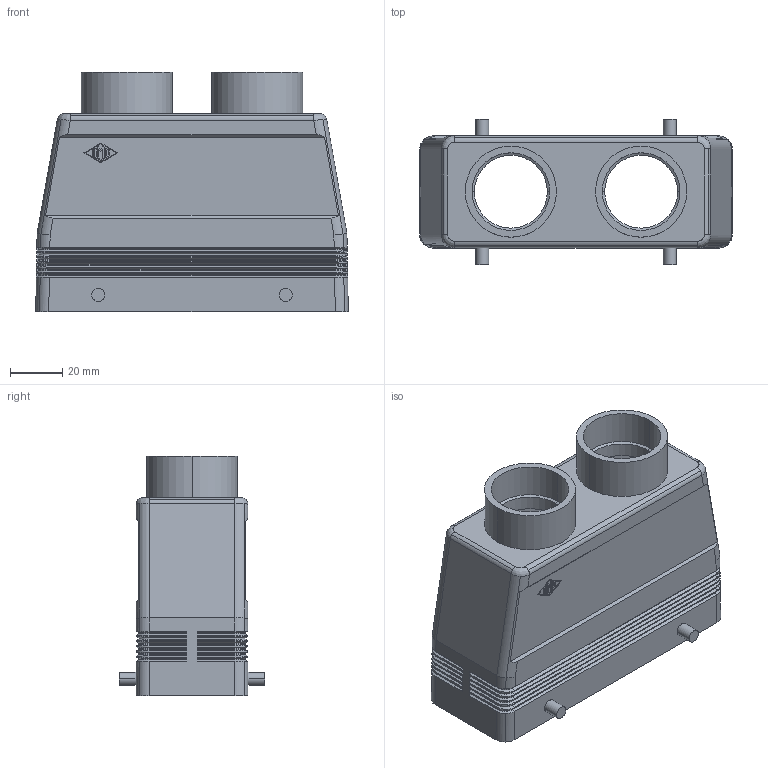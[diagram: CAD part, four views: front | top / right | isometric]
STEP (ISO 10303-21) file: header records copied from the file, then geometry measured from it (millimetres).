
FILE_DESCRIPTION(('Creo Elements/Direct Modeling STEP Export'),'2;1');
FILE_NAME('0ln7uvk4a2nrkec1364','2017-04-05T15:46:35',(''),(''),'PTC Creo Elements/Direct Modeling STEP processor for AP214 (Solid Model)','PTC Creo Elements/Direct Modeling 19.0E 27-Jun-2016 (C) Parametric Technology GmbH','');
FILE_SCHEMA(('AUTOMOTIVE_DESIGN { 1 0 10303 214 1 1 1 1 }'));
Length unit declared in the file: millimetre
Products named in the file (1): MAVW_24.232
Bounding box: 120 x 56 x 92 mm (x, y, z)
Volume: 85950.6 mm3; surface area: 60576.6 mm2
Topology: 1 solids, 1 shells, 452 faces, 1131 edges, 690 vertices
Faces by surface type: plane 226, cylinder 162, cone 60, bspline 4
Entity records: 17725 total; most frequent: CARTESIAN_POINT 3366, ORIENTED_EDGE 2246, DIRECTION 2209, EDGE_CURVE 1123, VECTOR 743, LINE 743, AXIS2_PLACEMENT_3D 733, VERTEX_POINT 690
